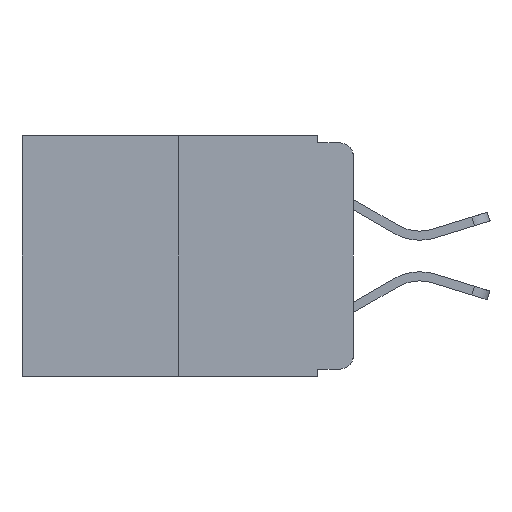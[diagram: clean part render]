
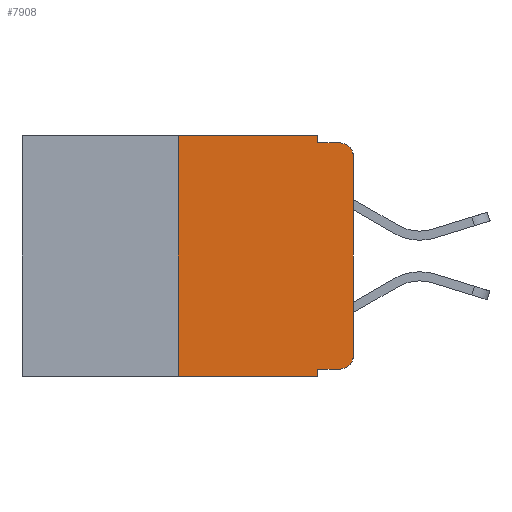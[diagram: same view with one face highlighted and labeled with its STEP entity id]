
A CAD part, left-side view. The second image highlights one B-rep face of the part: STEP entity #7908.
In plain terms, the highlighted planar face has unit normal (-1, 0, 0).
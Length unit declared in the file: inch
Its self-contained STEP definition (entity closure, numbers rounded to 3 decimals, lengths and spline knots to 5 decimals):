
#290 = CARTESIAN_POINT ( 'NONE',  ( 0., 0.473, 0. ) ) ;
#442 = CARTESIAN_POINT ( 'NONE',  ( 0., 0.25, 0. ) ) ;
#523 = DIRECTION ( 'NONE',  ( 0., -1., 0. ) ) ;
#527 = VECTOR ( 'NONE', #1151, 39.37008 ) ;
#569 = EDGE_CURVE ( 'NONE', #6220, #6338, #1816, .T. ) ;
#593 = LINE ( 'NONE', #442, #6520 ) ;
#638 = DIRECTION ( 'NONE',  ( 0., -1., 0. ) ) ;
#656 = CARTESIAN_POINT ( 'NONE',  ( 0., 0.051, -0.333 ) ) ;
#808 = EDGE_CURVE ( 'NONE', #1152, #1421, #3706, .T. ) ;
#851 = DIRECTION ( 'NONE',  ( 0., 0., 1. ) ) ;
#987 = ORIENTED_EDGE ( 'NONE', *, *, #1876, .F. ) ;
#1151 = DIRECTION ( 'NONE',  ( 0., 0., -1. ) ) ;
#1152 = VERTEX_POINT ( 'NONE', #9173 ) ;
#1295 = DIRECTION ( 'NONE',  ( 0., 0., -1. ) ) ;
#1363 = LINE ( 'NONE', #2053, #9257 ) ;
#1416 = CARTESIAN_POINT ( 'NONE',  ( 0., 0., -0.03 ) ) ;
#1421 = VERTEX_POINT ( 'NONE', #7971 ) ;
#1518 = DIRECTION ( 'NONE',  ( 0., 0., -1. ) ) ;
#1554 = ORIENTED_EDGE ( 'NONE', *, *, #569, .F. ) ;
#1585 = AXIS2_PLACEMENT_3D ( 'NONE', #6757, #6737, #1295 ) ;
#1816 = LINE ( 'NONE', #5412, #3832 ) ;
#1876 = EDGE_CURVE ( 'NONE', #3052, #9450, #5610, .T. ) ;
#2037 = LINE ( 'NONE', #2694, #6042 ) ;
#2053 = CARTESIAN_POINT ( 'NONE',  ( 0., 0.051, 0. ) ) ;
#2139 = CARTESIAN_POINT ( 'NONE',  ( 0., 0.051, -0.343 ) ) ;
#2356 = DIRECTION ( 'NONE',  ( 0., 0., 1. ) ) ;
#2499 = DIRECTION ( 'NONE',  ( -1., 0., 0. ) ) ;
#2528 = DIRECTION ( 'NONE',  ( 0., -1., 0. ) ) ;
#2639 = ORIENTED_EDGE ( 'NONE', *, *, #5620, .T. ) ;
#2647 = EDGE_CURVE ( 'NONE', #4006, #6338, #5588, .T. ) ;
#2694 = CARTESIAN_POINT ( 'NONE',  ( 0., 0.473, -0.343 ) ) ;
#3052 = VERTEX_POINT ( 'NONE', #6390 ) ;
#3073 = DIRECTION ( 'NONE',  ( 1., 0., 0. ) ) ;
#3121 = CARTESIAN_POINT ( 'NONE',  ( 0., 0.473, 0. ) ) ;
#3383 = PLANE ( 'NONE',  #7562 ) ;
#3386 = EDGE_CURVE ( 'NONE', #8321, #3396, #2037, .T. ) ;
#3396 = VERTEX_POINT ( 'NONE', #2139 ) ;
#3534 = EDGE_CURVE ( 'NONE', #8321, #3052, #593, .T. ) ;
#3556 = VECTOR ( 'NONE', #638, 39.37008 ) ;
#3706 = LINE ( 'NONE', #656, #9957 ) ;
#3832 = VECTOR ( 'NONE', #523, 39.37008 ) ;
#3892 = ORIENTED_EDGE ( 'NONE', *, *, #3386, .T. ) ;
#4006 = VERTEX_POINT ( 'NONE', #1416 ) ;
#4131 = AXIS2_PLACEMENT_3D ( 'NONE', #8579, #2499, #10258 ) ;
#4448 = VECTOR ( 'NONE', #2356, 39.37008 ) ;
#4479 = CARTESIAN_POINT ( 'NONE',  ( 0., 0., -0.313 ) ) ;
#4696 = CIRCLE ( 'NONE', #4131, 0.02 ) ;
#5146 = CARTESIAN_POINT ( 'NONE',  ( 0., 0.25, -0.343 ) ) ;
#5178 = ORIENTED_EDGE ( 'NONE', *, *, #2647, .T. ) ;
#5214 = ORIENTED_EDGE ( 'NONE', *, *, #7278, .F. ) ;
#5288 = ORIENTED_EDGE ( 'NONE', *, *, #3534, .F. ) ;
#5330 = EDGE_LOOP ( 'NONE', ( #2639, #5178, #1554, #6362, #987, #5288, #3892, #5214, #7411, #7651 ) ) ;
#5412 = CARTESIAN_POINT ( 'NONE',  ( 0., 0.051, -0.01 ) ) ;
#5474 = CARTESIAN_POINT ( 'NONE',  ( 0., 0.051, 0. ) ) ;
#5588 = CIRCLE ( 'NONE', #1585, 0.02 ) ;
#5610 = LINE ( 'NONE', #290, #3556 ) ;
#5620 = EDGE_CURVE ( 'NONE', #6096, #4006, #8439, .T. ) ;
#5812 = EDGE_CURVE ( 'NONE', #9450, #6220, #8800, .T. ) ;
#6042 = VECTOR ( 'NONE', #2528, 39.37008 ) ;
#6096 = VERTEX_POINT ( 'NONE', #4479 ) ;
#6126 = EDGE_CURVE ( 'NONE', #1421, #6096, #4696, .T. ) ;
#6220 = VERTEX_POINT ( 'NONE', #6434 ) ;
#6338 = VERTEX_POINT ( 'NONE', #9012 ) ;
#6362 = ORIENTED_EDGE ( 'NONE', *, *, #5812, .F. ) ;
#6390 = CARTESIAN_POINT ( 'NONE',  ( 0., 0.25, 0. ) ) ;
#6434 = CARTESIAN_POINT ( 'NONE',  ( 0., 0.051, -0.01 ) ) ;
#6520 = VECTOR ( 'NONE', #851, 39.37008 ) ;
#6525 = CARTESIAN_POINT ( 'NONE',  ( 0., 0., 0. ) ) ;
#6737 = DIRECTION ( 'NONE',  ( -1., 0., 0. ) ) ;
#6757 = CARTESIAN_POINT ( 'NONE',  ( 0., 0.02, -0.03 ) ) ;
#7278 = EDGE_CURVE ( 'NONE', #1152, #3396, #1363, .T. ) ;
#7411 = ORIENTED_EDGE ( 'NONE', *, *, #808, .T. ) ;
#7562 = AXIS2_PLACEMENT_3D ( 'NONE', #3121, #3073, #8826 ) ;
#7651 = ORIENTED_EDGE ( 'NONE', *, *, #6126, .T. ) ;
#7908 = ADVANCED_FACE ( 'NONE', ( #9698 ), #3383, .F. ) ;
#7971 = CARTESIAN_POINT ( 'NONE',  ( 0., 0.02, -0.333 ) ) ;
#8321 = VERTEX_POINT ( 'NONE', #5146 ) ;
#8439 = LINE ( 'NONE', #6525, #4448 ) ;
#8579 = CARTESIAN_POINT ( 'NONE',  ( 0., 0.02, -0.313 ) ) ;
#8800 = LINE ( 'NONE', #10247, #527 ) ;
#8826 = DIRECTION ( 'NONE',  ( 0., 0., -1. ) ) ;
#9012 = CARTESIAN_POINT ( 'NONE',  ( 0., 0.02, -0.01 ) ) ;
#9173 = CARTESIAN_POINT ( 'NONE',  ( 0., 0.051, -0.333 ) ) ;
#9257 = VECTOR ( 'NONE', #1518, 39.37008 ) ;
#9450 = VERTEX_POINT ( 'NONE', #5474 ) ;
#9698 = FACE_OUTER_BOUND ( 'NONE', #5330, .T. ) ;
#9731 = DIRECTION ( 'NONE',  ( 0., -1., 0. ) ) ;
#9957 = VECTOR ( 'NONE', #9731, 39.37008 ) ;
#10247 = CARTESIAN_POINT ( 'NONE',  ( 0., 0.051, 0. ) ) ;
#10258 = DIRECTION ( 'NONE',  ( 0., 0., -1. ) ) ;
